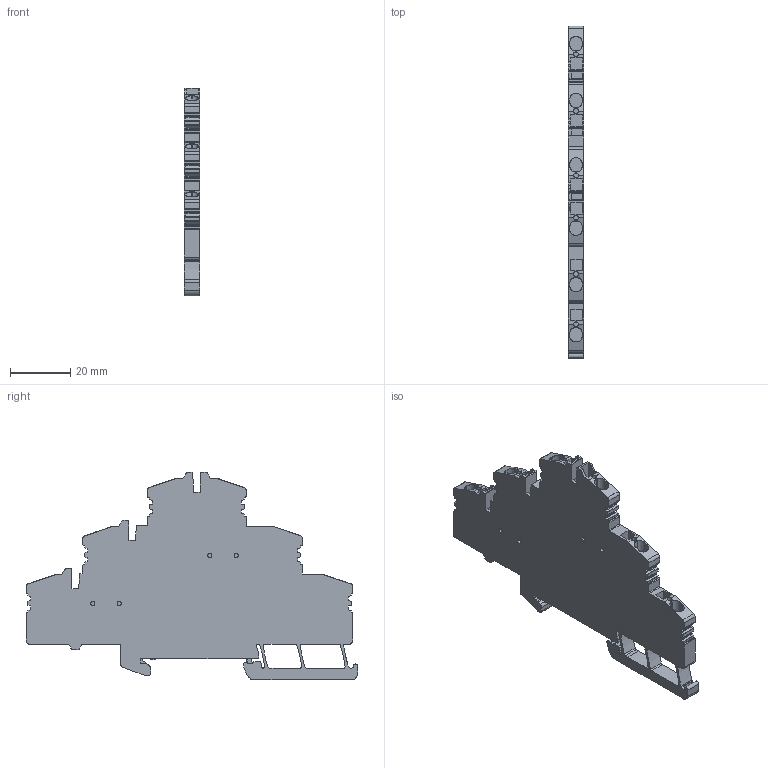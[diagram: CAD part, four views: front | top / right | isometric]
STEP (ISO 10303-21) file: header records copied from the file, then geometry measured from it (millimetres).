
FILE_DESCRIPTION(('CATIA V5 STEP Exchange','CAx-IF Rec.Pracs.--- Model Styling and Organization---1.4--- 2014-01-23'),'2;1');
FILE_NAME ('007055-2_1_1131740000_1131740000.stp','2019-10-17T08:16:38+00:00',('none'),('Weidmueller'),'CATIA Version 5-6 Release 2016 SP3 HF44','CATIA V5 STEP AP214','none');
FILE_SCHEMA(('AUTOMOTIVE_DESIGN { 1 0 10303 214 1 1 1 1 }'));
Length unit declared in the file: millimetre
Products named in the file (1): 1131740000
Bounding box: 5.1 x 110.16 x 68.98 mm (x, y, z)
Volume: 20610.9 mm3; surface area: 14747 mm2
Topology: 11 solids, 12 shells, 710 faces, 2199 edges, 1527 vertices
Faces by surface type: plane 456, cylinder 182, extrusion 58, bspline 14
Entity records: 26187 total; most frequent: CARTESIAN_POINT 7251, ORIENTED_EDGE 4398, DIRECTION 3109, EDGE_CURVE 2199, VECTOR 1527, VERTEX_POINT 1527, LINE 1469, AXIS2_PLACEMENT_3D 983
